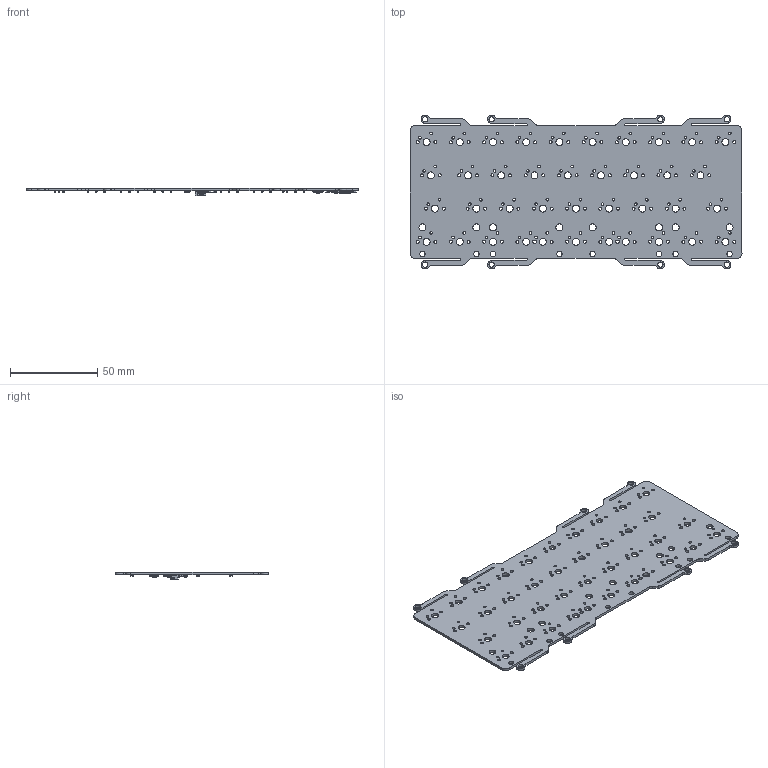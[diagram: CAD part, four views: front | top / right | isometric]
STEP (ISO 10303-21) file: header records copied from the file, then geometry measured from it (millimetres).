
FILE_DESCRIPTION(('KiCad electronic assembly'),'2;1');
FILE_NAME('TEAQAZ.step','2026-01-30T15:35:44',('Pcbnew'),('Kicad'), 'Open CASCADE STEP processor 7.9','KiCad to STEP converter','Unknown' );
FILE_SCHEMA(('AUTOMOTIVE_DESIGN { 1 0 10303 214 1 1 1 1 }'));
Length unit declared in the file: millimetre
Products named in the file (10): TEAQAZ 1; D_0603_1608Metric; TEAQAZ 1.7; C_0603_1608Metric; R_0603_1608Metric; LQFP-48_7x7mm_P0.5mm; SOT-23-6; SOT-23-3; SM04B-SRSS-TB_LF__SN_; TEAQAZ_PCB
Assembly tree (54 placements, depth 2):
  TEAQAZ 1
    D_0603_1608Metric  x37
    TEAQAZ 1.7  x2
    C_0603_1608Metric  x9
    R_0603_1608Metric
    LQFP-48_7x7mm_P0.5mm
    SOT-23-6
    SOT-23-3
    SM04B-SRSS-TB_LF__SN_
    TEAQAZ_PCB
Bounding box: 190.5 x 88.1 x 4.5 mm (x, y, z)
Volume: 21551.9 mm3; surface area: 32863 mm2
Topology: 60 solids, 60 shells, 3918 faces, 10530 edges, 6769 vertices
Faces by surface type: plane 2349, cylinder 1437, bspline 80, torus 48, cone 4
Full cylindrical faces by diameter (mm): 1.47 x78, 1.75 x74, 3.01 x8, 3.048 x8, 3.988 x47
Entity records: 70768 total; most frequent: CARTESIAN_POINT 11291, ORIENTED_EDGE 10408, DIRECTION 10311, EDGE_CURVE 5204, LINE 3625, VECTOR 3625, AXIS2_PLACEMENT_3D 3343, VERTEX_POINT 3299
